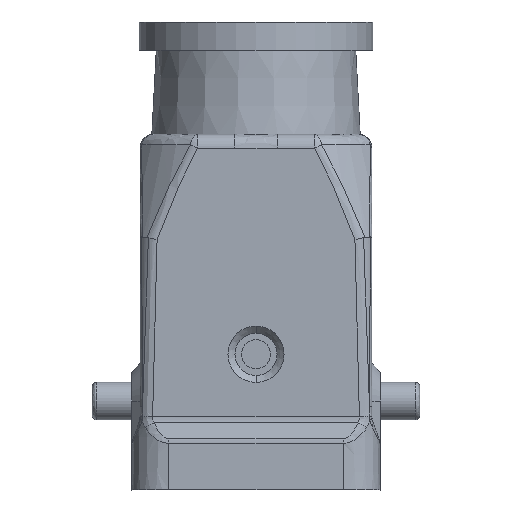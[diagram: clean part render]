
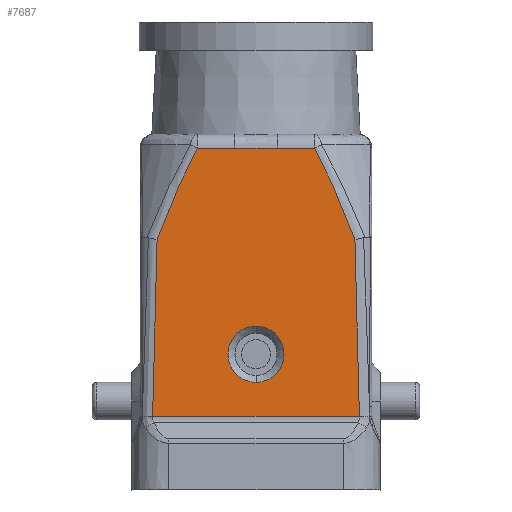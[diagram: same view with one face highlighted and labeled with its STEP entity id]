
A CAD part, front view. The second image highlights one B-rep face of the part: STEP entity #7687.
In plain terms, the highlighted planar face has unit normal (0, -1, 0).
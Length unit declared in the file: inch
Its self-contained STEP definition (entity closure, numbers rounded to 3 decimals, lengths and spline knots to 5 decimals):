
#16 = VERTEX_POINT ( 'NONE', #1974 ) ;
#35 = CARTESIAN_POINT ( 'NONE',  ( -0.41599, -0.4878, 1.05363 ) ) ;
#208 = DIRECTION ( 'NONE',  ( -1., 0., 0. ) ) ;
#232 = CARTESIAN_POINT ( 'NONE',  ( 0., -0.4878, 0.57087 ) ) ;
#260 = B_SPLINE_CURVE_WITH_KNOTS ( 'NONE', 3,
 ( #8448, #2565, #7808, #5192 ),
 .UNSPECIFIED., .F., .F.,
 ( 4, 4 ),
 ( 0., 1. ),
 .UNSPECIFIED. ) ;
#262 = ORIENTED_EDGE ( 'NONE', *, *, #4816, .F. ) ;
#285 = EDGE_CURVE ( 'NONE', #832, #6685, #260, .T. ) ;
#303 = CARTESIAN_POINT ( 'NONE',  ( -0.36606, -0.4878, 1.18361 ) ) ;
#369 = CARTESIAN_POINT ( 'NONE',  ( -0.36614, -0.4878, 1.43701 ) ) ;
#465 = ORIENTED_EDGE ( 'NONE', *, *, #1067, .F. ) ;
#491 = CARTESIAN_POINT ( 'NONE',  ( 0., -0.4878, 0.68898 ) ) ;
#511 = VERTEX_POINT ( 'NONE', #3751 ) ;
#562 = VECTOR ( 'NONE', #1661, 39.37008 ) ;
#648 = DIRECTION ( 'NONE',  ( 0., -1., 0. ) ) ;
#727 = CARTESIAN_POINT ( 'NONE',  ( 0., -0.4878, 0.57087 ) ) ;
#745 = ORIENTED_EDGE ( 'NONE', *, *, #3123, .F. ) ;
#832 = VERTEX_POINT ( 'NONE', #1112 ) ;
#888 = CARTESIAN_POINT ( 'NONE',  ( 0.43494, -0.4878, 0.30916 ) ) ;
#931 = VECTOR ( 'NONE', #208, 39.37008 ) ;
#944 = LINE ( 'NONE', #3571, #931 ) ;
#979 = CARTESIAN_POINT ( 'NONE',  ( 0.09028, -0.4878, 1.43701 ) ) ;
#1067 = EDGE_CURVE ( 'NONE', #2806, #4750, #1191, .T. ) ;
#1081 = EDGE_LOOP ( 'NONE', ( #262, #465 ) ) ;
#1092 = ORIENTED_EDGE ( 'NONE', *, *, #5499, .F. ) ;
#1110 = CARTESIAN_POINT ( 'NONE',  ( -0.41599, -0.4878, 1.05363 ) ) ;
#1112 = CARTESIAN_POINT ( 'NONE',  ( 0.24672, -0.4878, 1.43701 ) ) ;
#1178 = EDGE_CURVE ( 'NONE', #1337, #16, #944, .T. ) ;
#1191 = CIRCLE ( 'NONE', #2308, 0.11811 ) ;
#1337 = VERTEX_POINT ( 'NONE', #888 ) ;
#1345 = EDGE_CURVE ( 'NONE', #511, #6975, #2198, .T. ) ;
#1379 = ORIENTED_EDGE ( 'NONE', *, *, #6981, .F. ) ;
#1388 = CARTESIAN_POINT ( 'NONE',  ( 0.41599, -0.4878, 1.05363 ) ) ;
#1519 = CARTESIAN_POINT ( 'NONE',  ( 0.42909, -0.4878, 0.55733 ) ) ;
#1661 = DIRECTION ( 'NONE',  ( 1., 0., 0. ) ) ;
#1667 = LINE ( 'NONE', #3601, #7907 ) ;
#1974 = CARTESIAN_POINT ( 'NONE',  ( -0.43494, -0.4878, 0.30916 ) ) ;
#2198 = B_SPLINE_CURVE_WITH_KNOTS ( 'NONE', 3,
 ( #3555, #7506, #3515, #2950, #5572, #8108 ),
 .UNSPECIFIED., .F., .F.,
 ( 4, 2, 4 ),
 ( 0., 0.5, 1. ),
 .UNSPECIFIED. ) ;
#2212 = DIRECTION ( 'NONE',  ( 0., 0., 1. ) ) ;
#2251 = DIRECTION ( 'NONE',  ( 0., -1., 0. ) ) ;
#2308 = AXIS2_PLACEMENT_3D ( 'NONE', #727, #648, #4732 ) ;
#2358 = DIRECTION ( 'NONE',  ( 1., 0., 0. ) ) ;
#2565 = CARTESIAN_POINT ( 'NONE',  ( 0.31276, -0.4878, 1.31407 ) ) ;
#2806 = VERTEX_POINT ( 'NONE', #7426 ) ;
#2842 = PLANE ( 'NONE',  #4111 ) ;
#2885 = CARTESIAN_POINT ( 'NONE',  ( 0.41599, -0.4878, 1.05363 ) ) ;
#2950 = CARTESIAN_POINT ( 'NONE',  ( 0.0301, -0.4878, 1.43776 ) ) ;
#3031 = B_SPLINE_CURVE_WITH_KNOTS ( 'NONE', 3,
 ( #6061, #3483, #6109, #35 ),
 .UNSPECIFIED., .F., .F.,
 ( 4, 4 ),
 ( 0., 1. ),
 .UNSPECIFIED. ) ;
#3058 = CARTESIAN_POINT ( 'NONE',  ( -0.24672, -0.4878, 1.43701 ) ) ;
#3117 = B_SPLINE_CURVE_WITH_KNOTS ( 'NONE', 3,
 ( #1388, #4662, #1519, #4188 ),
 .UNSPECIFIED., .F., .F.,
 ( 4, 4 ),
 ( 0., 1. ),
 .UNSPECIFIED. ) ;
#3123 = EDGE_CURVE ( 'NONE', #6685, #1337, #3117, .T. ) ;
#3290 = B_SPLINE_CURVE_WITH_KNOTS ( 'NONE', 3,
 ( #1110, #303, #7656, #3058 ),
 .UNSPECIFIED., .F., .F.,
 ( 4, 4 ),
 ( 0., 1. ),
 .UNSPECIFIED. ) ;
#3295 = ORIENTED_EDGE ( 'NONE', *, *, #1345, .F. ) ;
#3483 = CARTESIAN_POINT ( 'NONE',  ( -0.42909, -0.4878, 0.55733 ) ) ;
#3515 = CARTESIAN_POINT ( 'NONE',  ( -0.03009, -0.4878, 1.43776 ) ) ;
#3531 = FACE_BOUND ( 'NONE', #1081, .T. ) ;
#3555 = CARTESIAN_POINT ( 'NONE',  ( -0.09028, -0.4878, 1.43701 ) ) ;
#3571 = CARTESIAN_POINT ( 'NONE',  ( -0.46614, -0.4878, 0.30916 ) ) ;
#3601 = CARTESIAN_POINT ( 'NONE',  ( -0.46614, -0.4878, 1.43701 ) ) ;
#3699 = CARTESIAN_POINT ( 'NONE',  ( -0.41599, -0.4878, 1.05363 ) ) ;
#3751 = CARTESIAN_POINT ( 'NONE',  ( -0.09028, -0.4878, 1.43701 ) ) ;
#4111 = AXIS2_PLACEMENT_3D ( 'NONE', #7436, #6757, #4176 ) ;
#4176 = DIRECTION ( 'NONE',  ( 0., 0., 1. ) ) ;
#4188 = CARTESIAN_POINT ( 'NONE',  ( 0.43494, -0.4878, 0.30916 ) ) ;
#4552 = CIRCLE ( 'NONE', #7424, 0.11811 ) ;
#4662 = CARTESIAN_POINT ( 'NONE',  ( 0.42295, -0.4878, 0.80549 ) ) ;
#4708 = EDGE_CURVE ( 'NONE', #6975, #832, #5743, .T. ) ;
#4732 = DIRECTION ( 'NONE',  ( 0., 0., 1. ) ) ;
#4750 = VERTEX_POINT ( 'NONE', #491 ) ;
#4816 = EDGE_CURVE ( 'NONE', #4750, #2806, #4552, .T. ) ;
#4962 = EDGE_LOOP ( 'NONE', ( #7240, #3295, #1379, #7455, #1092, #6104, #745, #6939 ) ) ;
#5192 = CARTESIAN_POINT ( 'NONE',  ( 0.41599, -0.4878, 1.05363 ) ) ;
#5335 = EDGE_CURVE ( 'NONE', #8091, #6524, #3290, .T. ) ;
#5499 = EDGE_CURVE ( 'NONE', #16, #8091, #3031, .T. ) ;
#5572 = CARTESIAN_POINT ( 'NONE',  ( 0.06019, -0.4878, 1.43701 ) ) ;
#5743 = LINE ( 'NONE', #369, #562 ) ;
#6061 = CARTESIAN_POINT ( 'NONE',  ( -0.43494, -0.4878, 0.30916 ) ) ;
#6104 = ORIENTED_EDGE ( 'NONE', *, *, #1178, .F. ) ;
#6109 = CARTESIAN_POINT ( 'NONE',  ( -0.42295, -0.4878, 0.80549 ) ) ;
#6524 = VERTEX_POINT ( 'NONE', #8470 ) ;
#6685 = VERTEX_POINT ( 'NONE', #2885 ) ;
#6757 = DIRECTION ( 'NONE',  ( 0., 1., 0. ) ) ;
#6939 = ORIENTED_EDGE ( 'NONE', *, *, #285, .F. ) ;
#6975 = VERTEX_POINT ( 'NONE', #979 ) ;
#6981 = EDGE_CURVE ( 'NONE', #6524, #511, #1667, .T. ) ;
#7240 = ORIENTED_EDGE ( 'NONE', *, *, #4708, .F. ) ;
#7394 = FACE_OUTER_BOUND ( 'NONE', #4962, .T. ) ;
#7424 = AXIS2_PLACEMENT_3D ( 'NONE', #232, #2251, #2212 ) ;
#7426 = CARTESIAN_POINT ( 'NONE',  ( 0., -0.4878, 0.45276 ) ) ;
#7436 = CARTESIAN_POINT ( 'NONE',  ( -0.46614, -0.4878, 1.49606 ) ) ;
#7455 = ORIENTED_EDGE ( 'NONE', *, *, #5335, .F. ) ;
#7506 = CARTESIAN_POINT ( 'NONE',  ( -0.06019, -0.4878, 1.43701 ) ) ;
#7656 = CARTESIAN_POINT ( 'NONE',  ( -0.31277, -0.4878, 1.31406 ) ) ;
#7687 = ADVANCED_FACE ( 'NONE', ( #7394, #3531 ), #2842, .F. ) ;
#7808 = CARTESIAN_POINT ( 'NONE',  ( 0.36606, -0.4878, 1.18361 ) ) ;
#7907 = VECTOR ( 'NONE', #2358, 39.37008 ) ;
#8091 = VERTEX_POINT ( 'NONE', #3699 ) ;
#8108 = CARTESIAN_POINT ( 'NONE',  ( 0.09028, -0.4878, 1.43701 ) ) ;
#8448 = CARTESIAN_POINT ( 'NONE',  ( 0.24672, -0.4878, 1.43701 ) ) ;
#8470 = CARTESIAN_POINT ( 'NONE',  ( -0.24672, -0.4878, 1.43701 ) ) ;
